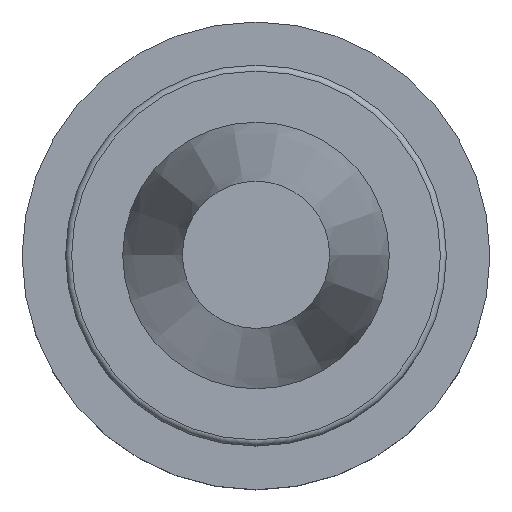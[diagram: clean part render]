
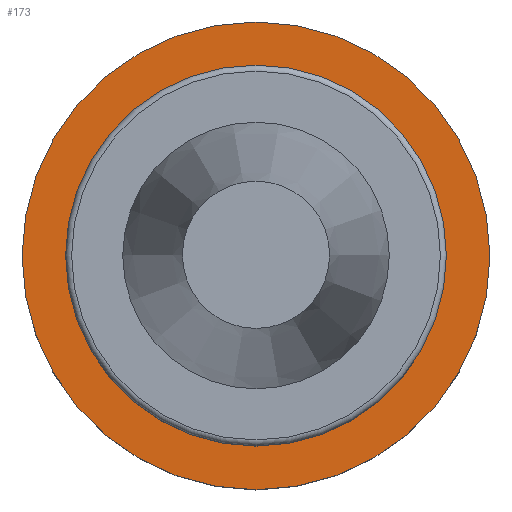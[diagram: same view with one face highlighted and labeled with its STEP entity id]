
A CAD part, top view. The second image highlights one B-rep face of the part: STEP entity #173.
In plain terms, the highlighted planar face has unit normal (0, 0, 1).
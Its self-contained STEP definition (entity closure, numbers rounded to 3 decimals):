
#110=FACE_BOUND('',#256,.T.);
#111=FACE_BOUND('',#257,.T.);
#173=ADVANCED_FACE('',(#110,#111),#200,.T.);
#200=PLANE('',#561);
#256=EDGE_LOOP('',(#342));
#257=EDGE_LOOP('',(#343));
#342=ORIENTED_EDGE('',*,*,#448,.T.);
#343=ORIENTED_EDGE('',*,*,#447,.F.);
#404=VERTEX_POINT('',#847);
#405=VERTEX_POINT('',#850);
#447=EDGE_CURVE('',#404,#404,#490,.T.);
#448=EDGE_CURVE('',#405,#405,#491,.T.);
#490=CIRCLE('',#558,26.0);
#491=CIRCLE('',#560,39.0);
#558=AXIS2_PLACEMENT_3D('',#846,#695,#696);
#560=AXIS2_PLACEMENT_3D('',#849,#699,#700);
#561=AXIS2_PLACEMENT_3D('',#851,#701,#702);
#695=DIRECTION('',(0.0,0.0,1.0));
#696=DIRECTION('',(1.0,0.0,0.0));
#699=DIRECTION('',(0.0,0.0,1.0));
#700=DIRECTION('',(1.0,0.0,0.0));
#701=DIRECTION('',(0.0,0.0,1.0));
#702=DIRECTION('',(1.0,0.0,0.0));
#846=CARTESIAN_POINT('',(0.0,0.0,-35.25));
#847=CARTESIAN_POINT('',(26.0,0.0,-35.25));
#849=CARTESIAN_POINT('',(0.0,0.0,-35.25));
#850=CARTESIAN_POINT('',(39.0,0.0,-35.25));
#851=CARTESIAN_POINT('',(0.0,26.0,-35.25));
